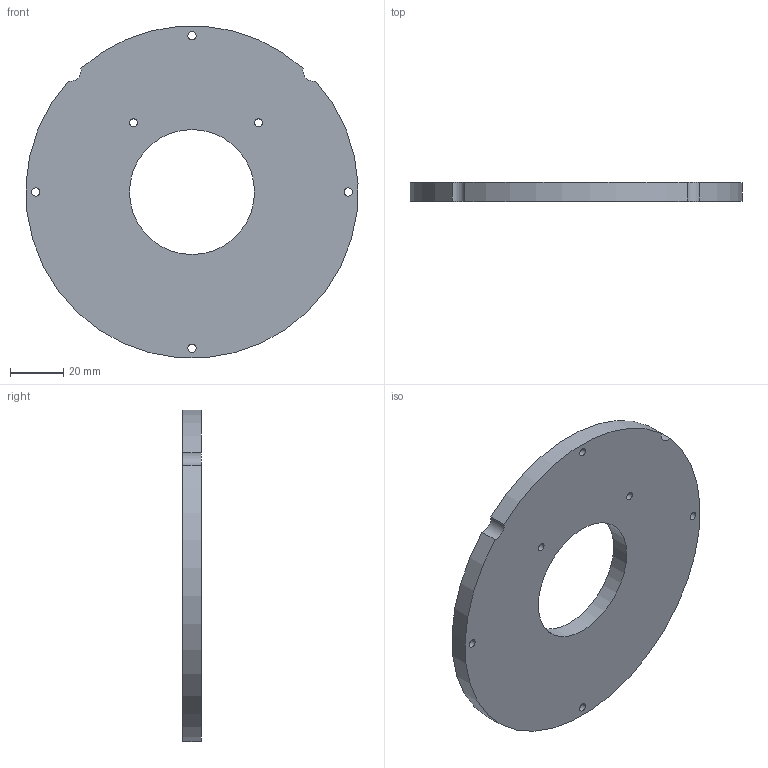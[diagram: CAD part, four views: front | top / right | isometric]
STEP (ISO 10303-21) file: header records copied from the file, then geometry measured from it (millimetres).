
FILE_DESCRIPTION(/* description */ (''),/* implementation_level */ '2;1');
FILE_NAME(/* name */ 'OuterShellTop.stp',/* time_stamp */ '2025-10-24T01:17:21-05:00',/* author */ ('aul12'),/* organization */ (''),/* preprocessor_version */ 'ST-DEVELOPER v19.2',/* originating_system */ 'Autodesk Inventor 2024',/* authorisation */ '');
FILE_SCHEMA (('AUTOMOTIVE_DESIGN { 1 0 10303 214 3 1 1 }'));
Length unit declared in the file: millimetre
Products named in the file (1): OuterShellTop
Bounding box: 124.85 x 7 x 124.57 mm (x, y, z)
Volume: 73133.6 mm3; surface area: 25236.2 mm2
Topology: 1 solids, 1 shells, 21 faces, 45 edges, 30 vertices
Faces by surface type: cylinder 15, plane 6
Full cylindrical faces by diameter (mm): 3 x2, 3.125 x4, 6 x4, 47 x1
Entity records: 660 total; most frequent: DIRECTION 119, CARTESIAN_POINT 97, ORIENTED_EDGE 90, AXIS2_PLACEMENT_3D 52, EDGE_CURVE 45, EDGE_LOOP 39, CIRCLE 30, VERTEX_POINT 30
